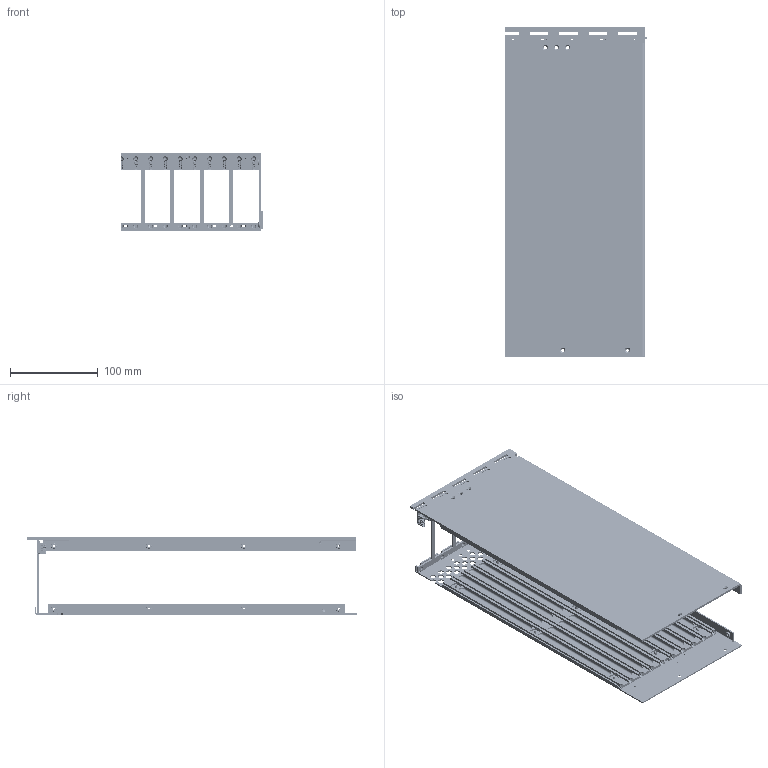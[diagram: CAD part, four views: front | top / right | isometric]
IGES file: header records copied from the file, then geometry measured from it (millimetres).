
Global section: file name: No Iges File Name specified; native system: Autodesk Inventor 2009; preprocessor: AutoDesk Inventor Iges Exporter R2009; author: dlocke; date: 20090728.114324; units: inch
Bounding box: 161.54 x 374.14 x 88.04 mm (x, y, z)
Volume: 496270.6 mm3; surface area: 535932.5 mm2
Topology: 272 solids, 272 shells, 27007 faces, 69766 edges, 42909 vertices
Faces by surface type: plane 16369, cylinder 4475, bspline 3119, revolution 1918, torus 986, cone 140
